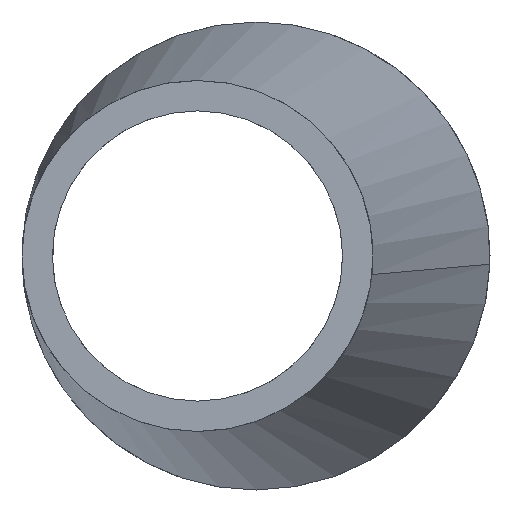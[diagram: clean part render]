
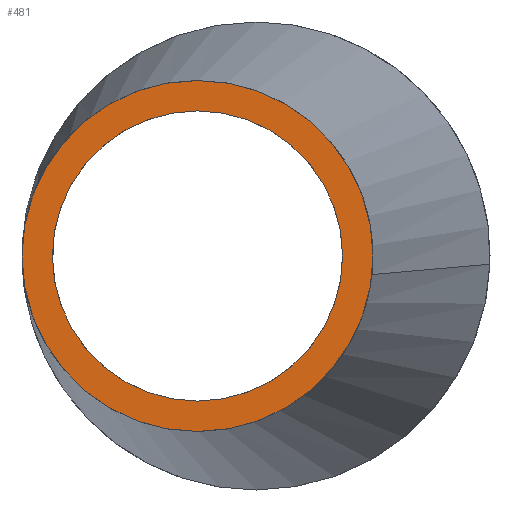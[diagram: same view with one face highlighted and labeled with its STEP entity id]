
A CAD part, front view. The second image highlights one B-rep face of the part: STEP entity #481.
In plain terms, the highlighted planar face has unit normal (0, -1, 0).
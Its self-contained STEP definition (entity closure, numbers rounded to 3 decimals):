
#25 = AXIS2_PLACEMENT_3D ( 'NONE', #441, #683, #289 ) ;
#86 = EDGE_CURVE ( 'NONE', #728, #552, #495, .T. ) ;
#127 = AXIS2_PLACEMENT_3D ( 'NONE', #699, #150, #684 ) ;
#134 = CARTESIAN_POINT ( 'NONE',  ( 0., -38.1, 0. ) ) ;
#140 = VERTEX_POINT ( 'NONE', #797 ) ;
#150 = DIRECTION ( 'NONE',  ( 0., -1., 0. ) ) ;
#176 = ORIENTED_EDGE ( 'NONE', *, *, #509, .T. ) ;
#259 = EDGE_CURVE ( 'NONE', #140, #983, #554, .T. ) ;
#289 = DIRECTION ( 'NONE',  ( 0., 0., -1. ) ) ;
#323 = AXIS2_PLACEMENT_3D ( 'NONE', #498, #963, #574 ) ;
#366 = DIRECTION ( 'NONE',  ( 0., 0., -1. ) ) ;
#371 = PLANE ( 'NONE',  #671 ) ;
#381 = CARTESIAN_POINT ( 'NONE',  ( 0., -38.1, 9.525 ) ) ;
#400 = FACE_BOUND ( 'NONE', #592, .T. ) ;
#441 = CARTESIAN_POINT ( 'NONE',  ( 0., -38.1, 0. ) ) ;
#476 = DIRECTION ( 'NONE',  ( 0., -1., 0. ) ) ;
#481 = ADVANCED_FACE ( 'NONE', ( #875, #400 ), #371, .T. ) ;
#482 = DIRECTION ( 'NONE',  ( 0., 0., -1. ) ) ;
#495 = CIRCLE ( 'NONE', #899, 9.525 ) ;
#498 = CARTESIAN_POINT ( 'NONE',  ( 0., -38.1, 0. ) ) ;
#509 = EDGE_CURVE ( 'NONE', #552, #728, #995, .T. ) ;
#519 = DIRECTION ( 'NONE',  ( 0., -1., 0. ) ) ;
#537 = ORIENTED_EDGE ( 'NONE', *, *, #259, .F. ) ;
#552 = VERTEX_POINT ( 'NONE', #381 ) ;
#554 = CIRCLE ( 'NONE', #323, 7.875 ) ;
#574 = DIRECTION ( 'NONE',  ( 0., 0., -1. ) ) ;
#586 = CARTESIAN_POINT ( 'NONE',  ( 0., -38.1, -9.525 ) ) ;
#592 = EDGE_LOOP ( 'NONE', ( #537, #788 ) ) ;
#594 = CARTESIAN_POINT ( 'NONE',  ( 0., -38.1, -7.875 ) ) ;
#671 = AXIS2_PLACEMENT_3D ( 'NONE', #134, #519, #366 ) ;
#683 = DIRECTION ( 'NONE',  ( 0., -1., 0. ) ) ;
#684 = DIRECTION ( 'NONE',  ( 0., 0., -1. ) ) ;
#699 = CARTESIAN_POINT ( 'NONE',  ( 0., -38.1, 0. ) ) ;
#728 = VERTEX_POINT ( 'NONE', #586 ) ;
#788 = ORIENTED_EDGE ( 'NONE', *, *, #986, .F. ) ;
#790 = CIRCLE ( 'NONE', #25, 7.875 ) ;
#797 = CARTESIAN_POINT ( 'NONE',  ( 0., -38.1, 7.875 ) ) ;
#821 = EDGE_LOOP ( 'NONE', ( #176, #895 ) ) ;
#873 = CARTESIAN_POINT ( 'NONE',  ( 0., -38.1, 0. ) ) ;
#875 = FACE_OUTER_BOUND ( 'NONE', #821, .T. ) ;
#895 = ORIENTED_EDGE ( 'NONE', *, *, #86, .T. ) ;
#899 = AXIS2_PLACEMENT_3D ( 'NONE', #873, #476, #482 ) ;
#963 = DIRECTION ( 'NONE',  ( 0., -1., 0. ) ) ;
#983 = VERTEX_POINT ( 'NONE', #594 ) ;
#986 = EDGE_CURVE ( 'NONE', #983, #140, #790, .T. ) ;
#995 = CIRCLE ( 'NONE', #127, 9.525 ) ;
